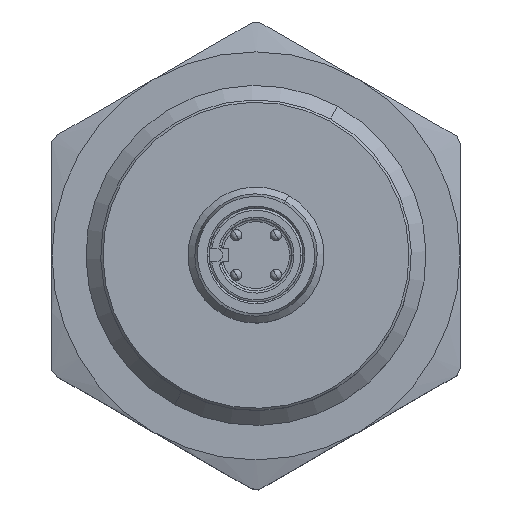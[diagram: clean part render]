
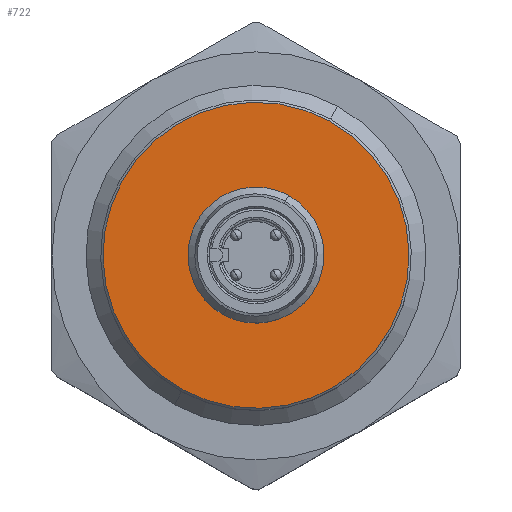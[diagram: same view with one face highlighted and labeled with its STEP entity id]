
A CAD part, top view. The second image highlights one B-rep face of the part: STEP entity #722.
In plain terms, the highlighted planar face has unit normal (0, 0, 1).
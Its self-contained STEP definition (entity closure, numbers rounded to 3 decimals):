
#722=ADVANCED_FACE('PartBody',(#2036,#2037),#2038,.F.);
#2036=FACE_OUTER_BOUND('',#3956,.T.);
#2037=FACE_BOUND('',#3957,.T.);
#2038=PLANE('',#3958);
#3956=EDGE_LOOP('',(#9437,#9438,#9439));
#3957=EDGE_LOOP('',(#9440,#9441));
#3958=AXIS2_PLACEMENT_3D('',#9442,#9443,#9444);
#9437=ORIENTED_EDGE('',*,*,#15143,.F.);
#9438=ORIENTED_EDGE('',*,*,#15142,.F.);
#9439=ORIENTED_EDGE('',*,*,#15240,.F.);
#9440=ORIENTED_EDGE('',*,*,#15211,.T.);
#9441=ORIENTED_EDGE('',*,*,#15188,.T.);
#9442=CARTESIAN_POINT('',(0.0,13.7,60.6));
#9443=DIRECTION('',(0.0,0.0,-1.0));
#9444=DIRECTION('',(0.0,-1.0,0.0));
#15142=EDGE_CURVE('',#17502,#17505,#17506,.T.);
#15143=EDGE_CURVE('',#17505,#17507,#17508,.T.);
#15188=EDGE_CURVE('',#17581,#17585,#17587,.T.);
#15211=EDGE_CURVE('',#17585,#17581,#17618,.T.);
#15240=EDGE_CURVE('',#17507,#17502,#17647,.T.);
#17502=VERTEX_POINT('',#21001);
#17505=VERTEX_POINT('',#21005);
#17506=CIRCLE('',#21006,13.5);
#17507=VERTEX_POINT('',#21007);
#17508=CIRCLE('',#21008,13.5);
#17581=VERTEX_POINT('',#21096);
#17585=VERTEX_POINT('',#21101);
#17587=CIRCLE('',#21104,3.56);
#17618=CIRCLE('',#21141,3.56);
#17647=CIRCLE('',#21170,13.5);
#21001=CARTESIAN_POINT('',(7.024,-11.529,60.6));
#21005=CARTESIAN_POINT('',(-6.472,-11.847,60.6));
#21006=AXIS2_PLACEMENT_3D('',#27454,#27455,#27456);
#21007=CARTESIAN_POINT('',(-7.024,11.529,60.6));
#21008=AXIS2_PLACEMENT_3D('',#27457,#27458,#27459);
#21096=CARTESIAN_POINT('',(1.707,3.124,60.6));
#21101=CARTESIAN_POINT('',(-1.707,-3.124,60.6));
#21104=AXIS2_PLACEMENT_3D('',#27534,#27535,#27536);
#21141=AXIS2_PLACEMENT_3D('',#27570,#27571,#27572);
#21170=AXIS2_PLACEMENT_3D('',#27612,#27613,#27614);
#27454=CARTESIAN_POINT('',(0.0,0.0,60.6));
#27455=DIRECTION('',(0.0,0.0,-1.0));
#27456=DIRECTION('',(1.0,0.0,0.0));
#27457=CARTESIAN_POINT('',(0.0,0.0,60.6));
#27458=DIRECTION('',(0.0,0.0,-1.0));
#27459=DIRECTION('',(1.0,0.0,0.0));
#27534=CARTESIAN_POINT('',(0.0,0.0,60.6));
#27535=DIRECTION('',(0.0,0.0,-1.0));
#27536=DIRECTION('',(1.0,0.0,0.0));
#27570=CARTESIAN_POINT('',(0.0,0.0,60.6));
#27571=DIRECTION('',(0.0,0.0,-1.0));
#27572=DIRECTION('',(1.0,0.0,0.0));
#27612=CARTESIAN_POINT('',(0.0,0.0,60.6));
#27613=DIRECTION('',(0.0,0.0,-1.0));
#27614=DIRECTION('',(1.0,0.0,0.0));
